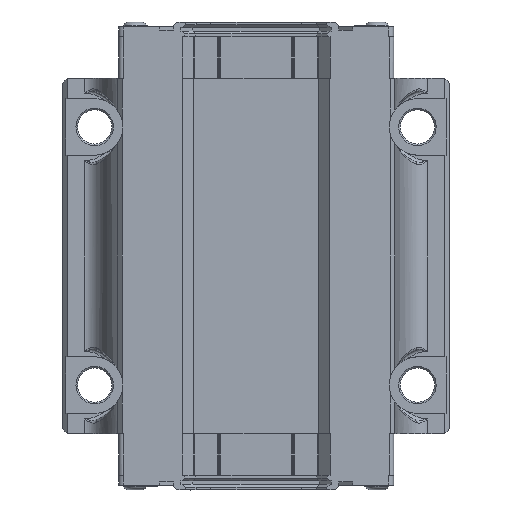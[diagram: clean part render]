
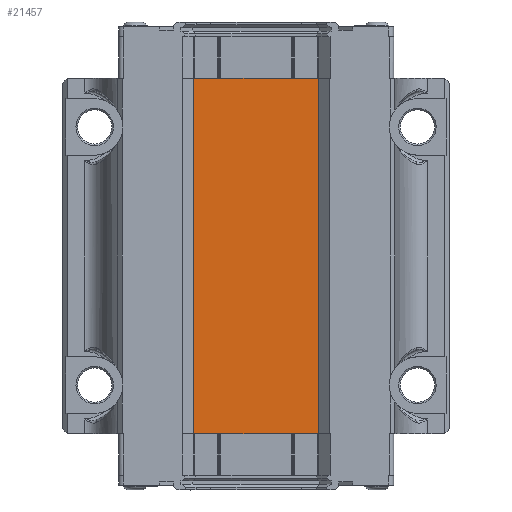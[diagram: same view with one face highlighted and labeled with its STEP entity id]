
A CAD part, front view. The second image highlights one B-rep face of the part: STEP entity #21457.
In plain terms, the highlighted planar face has unit normal (0, -1, 0).
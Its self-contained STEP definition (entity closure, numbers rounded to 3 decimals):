
#131=LINE('',#30574,#2451);
#141=LINE('',#30619,#2461);
#292=LINE('',#31028,#2612);
#332=LINE('',#31170,#2652);
#342=LINE('',#31215,#2662);
#492=LINE('',#31622,#2812);
#506=LINE('',#31706,#2826);
#507=LINE('',#31707,#2827);
#2451=VECTOR('',#24373,0.141);
#2461=VECTOR('',#24409,0.141);
#2612=VECTOR('',#24812,38.675);
#2652=VECTOR('',#24934,0.141);
#2662=VECTOR('',#24970,0.141);
#2812=VECTOR('',#25372,38.675);
#2826=VECTOR('',#25468,110.);
#2827=VECTOR('',#25469,110.);
#5531=FACE_OUTER_BOUND('',#6783,.T.);
#6783=EDGE_LOOP('',(#14258,#14259,#14260,#14261,#14262,#14263,#14264,#14265));
#8427=VERTEX_POINT('',#30571);
#8428=VERTEX_POINT('',#30573);
#8449=VERTEX_POINT('',#30616);
#8450=VERTEX_POINT('',#30618);
#8642=VERTEX_POINT('',#31167);
#8643=VERTEX_POINT('',#31169);
#8664=VERTEX_POINT('',#31212);
#8665=VERTEX_POINT('',#31214);
#10373=EDGE_CURVE('',#8427,#8428,#131,.T.);
#10395=EDGE_CURVE('',#8449,#8450,#141,.T.);
#10596=EDGE_CURVE('',#8428,#8449,#292,.T.);
#10661=EDGE_CURVE('',#8642,#8643,#332,.T.);
#10683=EDGE_CURVE('',#8664,#8665,#342,.T.);
#10883=EDGE_CURVE('',#8643,#8664,#492,.T.);
#10918=EDGE_CURVE('',#8450,#8642,#506,.T.);
#10919=EDGE_CURVE('',#8665,#8427,#507,.T.);
#14258=ORIENTED_EDGE('',*,*,#10661,.F.);
#14259=ORIENTED_EDGE('',*,*,#10918,.F.);
#14260=ORIENTED_EDGE('',*,*,#10395,.F.);
#14261=ORIENTED_EDGE('',*,*,#10596,.F.);
#14262=ORIENTED_EDGE('',*,*,#10373,.F.);
#14263=ORIENTED_EDGE('',*,*,#10919,.F.);
#14264=ORIENTED_EDGE('',*,*,#10683,.F.);
#14265=ORIENTED_EDGE('',*,*,#10883,.F.);
#19339=PLANE('',#22877);
#21457=ADVANCED_FACE('',(#5531),#19339,.F.);
#22877=AXIS2_PLACEMENT_3D('',#31705,#25466,#25467);
#24373=DIRECTION('',(-1.,0.,0.));
#24409=DIRECTION('',(-1.,0.,0.));
#24812=DIRECTION('',(-1.,0.,0.));
#24934=DIRECTION('',(1.,0.,0.));
#24970=DIRECTION('',(1.,0.,0.));
#25372=DIRECTION('',(1.,0.,0.));
#25466=DIRECTION('center_axis',(0.,1.,0.));
#25467=DIRECTION('ref_axis',(0.,0.,1.));
#25468=DIRECTION('',(0.,0.,1.));
#25469=DIRECTION('',(0.,0.,-1.));
#30571=CARTESIAN_POINT('',(19.479,5.8,-55.));
#30573=CARTESIAN_POINT('',(19.338,5.8,-55.));
#30574=CARTESIAN_POINT('',(-19.479,5.8,-55.));
#30616=CARTESIAN_POINT('',(-19.338,5.8,-55.));
#30618=CARTESIAN_POINT('',(-19.479,5.8,-55.));
#30619=CARTESIAN_POINT('',(-19.479,5.8,-55.));
#31028=CARTESIAN_POINT('',(-19.479,5.8,-55.));
#31167=CARTESIAN_POINT('',(-19.479,5.8,55.));
#31169=CARTESIAN_POINT('',(-19.338,5.8,55.));
#31170=CARTESIAN_POINT('',(-19.479,5.8,55.));
#31212=CARTESIAN_POINT('',(19.338,5.8,55.));
#31214=CARTESIAN_POINT('',(19.479,5.8,55.));
#31215=CARTESIAN_POINT('',(-19.479,5.8,55.));
#31622=CARTESIAN_POINT('',(-19.479,5.8,55.));
#31705=CARTESIAN_POINT('Origin',(-19.479,5.8,-55.));
#31706=CARTESIAN_POINT('',(-19.479,5.8,-55.));
#31707=CARTESIAN_POINT('',(19.479,5.8,-55.));
